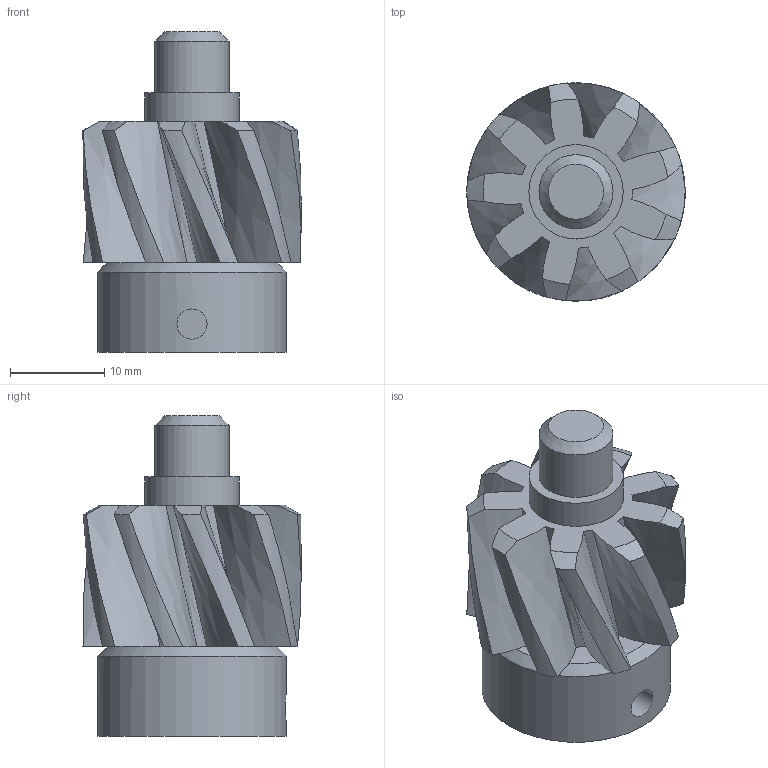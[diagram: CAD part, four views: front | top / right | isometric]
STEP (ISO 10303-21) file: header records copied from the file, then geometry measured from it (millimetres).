
FILE_DESCRIPTION(/* description */ (''),/* implementation_level */ '2;1');
FILE_NAME(/* name */ 'Spur Gear11.step',/* time_stamp */ '2025-04-03T01:46:43+02:00',/* author */ ('rocke'),/* organization */ (''),/* preprocessor_version */ 'ST-DEVELOPER v18.1',/* originating_system */ 'Autodesk Inventor 2021',/* authorisation */ '');
FILE_SCHEMA (('AUTOMOTIVE_DESIGN { 1 0 10303 214 3 1 1 }'));
Length unit declared in the file: millimetre
Products named in the file (1): Spur Gear1
Bounding box: 23.15 x 23.14 x 34 mm (x, y, z)
Volume: 7204.7 mm3; surface area: 3834.3 mm2
Topology: 1 solids, 1 shells, 90 faces, 255 edges, 171 vertices
Faces by surface type: plane 38, bspline 27, cylinder 14, cone 11
Full cylindrical faces by diameter (mm): 3.2 x1, 7.85 x1, 10 x1, 20 x1
Entity records: 3549 total; most frequent: CARTESIAN_POINT 1495, ORIENTED_EDGE 510, DIRECTION 290, EDGE_CURVE 255, VERTEX_POINT 171, B_SPLINE_CURVE_WITH_KNOTS 163, AXIS2_PLACEMENT_3D 134, EDGE_LOOP 96
